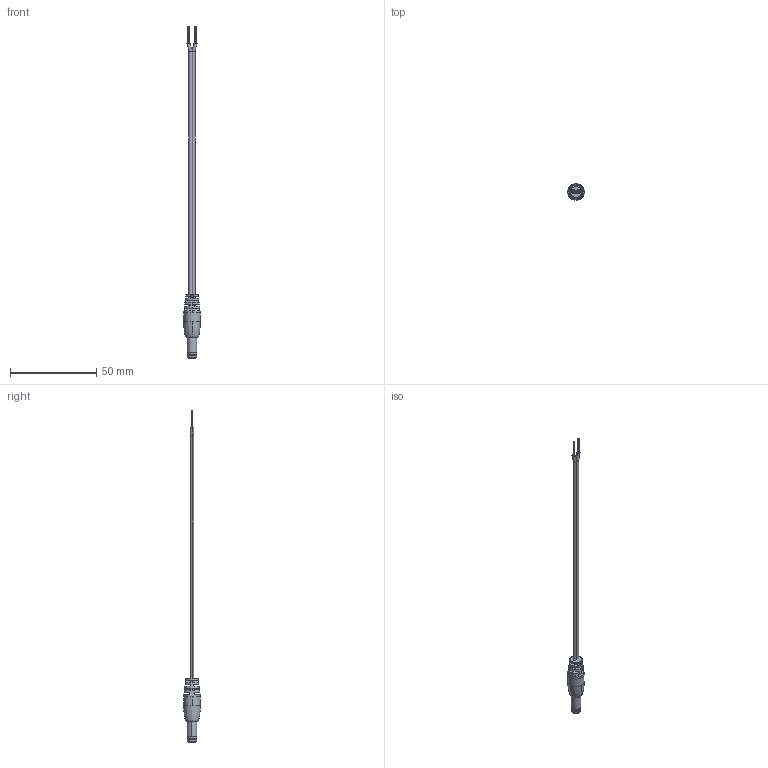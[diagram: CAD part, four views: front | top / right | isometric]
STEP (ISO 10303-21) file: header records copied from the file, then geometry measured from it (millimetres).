
FILE_DESCRIPTION (( 'STEP AP214' ), '1' );
FILE_NAME ('10-01067.STEP', '2015-10-16T15:19:15', ( 'Joel' ), ( 'Microsoft' ), 'SwSTEP 2.0', 'SolidWorks 2015', '' );
FILE_SCHEMA (( 'AUTOMOTIVE_DESIGN' ));
Length unit declared in the file: millimetre
Products named in the file (7): 10-01067; 50-00026; 50-00026 insulator; 50-00026 contact; 50-00026 shell; 24-00003; 30-00003_stripped and tinned
Assembly tree (6 placements, depth 3):
  10-01067
    30-00003_stripped and tinned
    24-00003
    50-00026
      50-00026 shell
      50-00026 contact
      50-00026 insulator
Bounding box: 9.6 x 9.6 x 192.68 mm (x, y, z)
Volume: 2377 mm3; surface area: 7896.6 mm2
Topology: 60 solids, 60 shells, 604 faces, 1358 edges, 888 vertices
Faces by surface type: plane 236, cylinder 227, bspline 93, torus 24, cone 24
Entity records: 25690 total; most frequent: CARTESIAN_POINT 6586, DIRECTION 2755, ORIENTED_EDGE 2716, EDGE_CURVE 1358, AXIS2_PLACEMENT_3D 1134, VERTEX_POINT 888, EDGE_LOOP 668, CIRCLE 613
